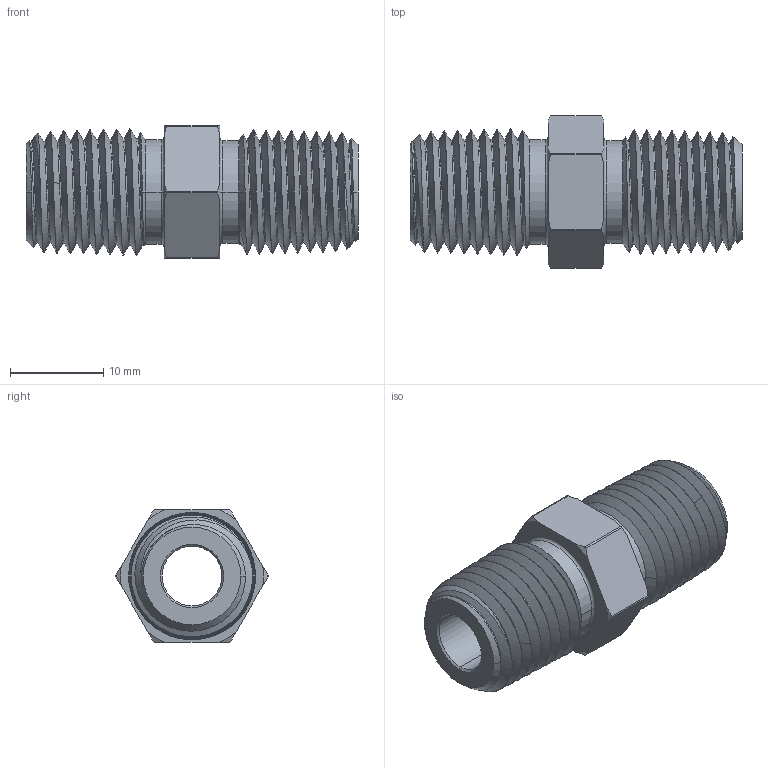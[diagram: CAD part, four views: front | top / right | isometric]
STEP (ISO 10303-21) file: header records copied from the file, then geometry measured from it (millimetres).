
FILE_DESCRIPTION((''),'2;1');
FILE_NAME('HEX_NIPPLE_H-SNA_MALE_NPT_ISO','2025-07-08T12:45:57',('Administrator'),(''),'CREO PARAMETRIC BY PTC INC, 2020414','CREO PARAMETRIC BY PTC INC, 2020414','');
FILE_SCHEMA(('AUTOMOTIVE_DESIGN { 1 0 10303 214 1 1 1 1 }'));
Length unit declared in the file: millimetre
Products named in the file (1): HEX_NIPPLE_H-SNA_MALE_NPT_ISO
Bounding box: 35.6 x 16.33 x 14.2 mm (x, y, z)
Volume: 3151.9 mm3; surface area: 3222.8 mm2
Topology: 1 solids, 1 shells, 97 faces, 263 edges, 181 vertices
Faces by surface type: cone 53, bspline 18, cylinder 12, plane 10, torus 4
Entity records: 9231 total; most frequent: CARTESIAN_POINT 6881, ORIENTED_EDGE 516, DIRECTION 338, EDGE_CURVE 258, VERTEX_POINT 165, B_SPLINE_CURVE_WITH_KNOTS 132, AXIS2_PLACEMENT_3D 127, COLOUR_RGB 116
